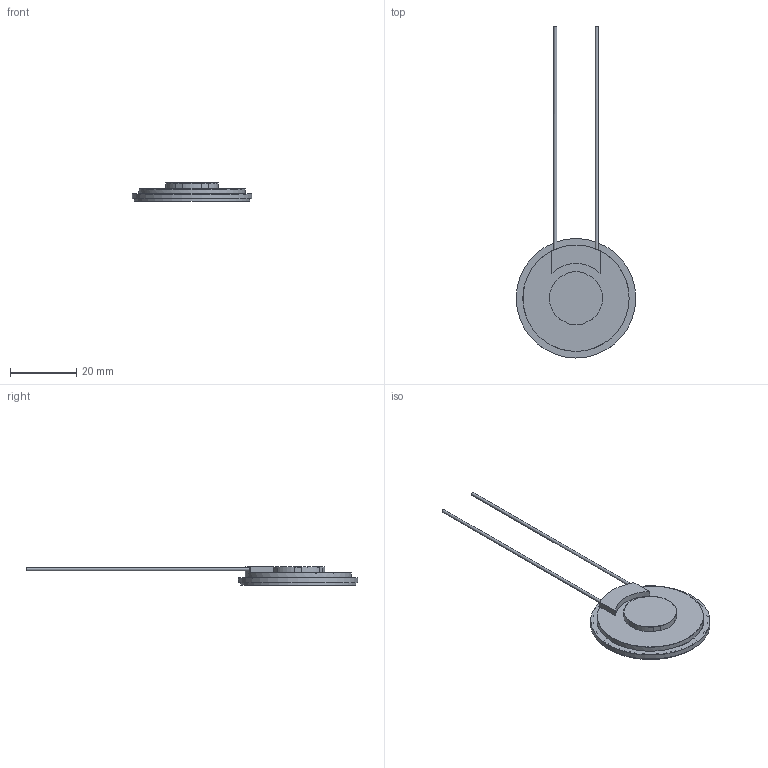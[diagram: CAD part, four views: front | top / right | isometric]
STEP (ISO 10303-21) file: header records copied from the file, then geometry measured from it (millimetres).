
FILE_DESCRIPTION(/* description */ ('Alibre Inc.'),/* implementation_level */ '2;1');
FILE_NAME(/* name */ 'export0',/* time_stamp */ '2018-08-14T06:57:47-05:00',/* author */ (''),/* organization */ (''),/* preprocessor_version */ 'ST-DEVELOPER v17',/* originating_system */ 'Alibre',/* authorisation */ '');
FILE_SCHEMA (('CONFIG_CONTROL_DESIGN'));
Length unit declared in the file: centimetre
Products named in the file (1): ID_1
Bounding box: 36 x 100 x 5.45 mm (x, y, z)
Volume: 1173.2 mm3; surface area: 5294.7 mm2
Topology: 1 solids, 2 shells, 53 faces, 121 edges, 81 vertices
Faces by surface type: plane 34, cylinder 17, torus 2
Full cylindrical faces by diameter (mm): 0.9 x2, 15.6 x1, 31.6 x1, 32 x1, 32.25 x2, 34.65 x1, 35.6 x1, 36 x1
Entity records: 1427 total; most frequent: CARTESIAN_POINT 284, ORIENTED_EDGE 210, DIRECTION 175, EDGE_CURVE 105, VERTEX_POINT 77, EDGE_LOOP 74, FACE_BOUND 74, AXIS2_PLACEMENT_3D 71
